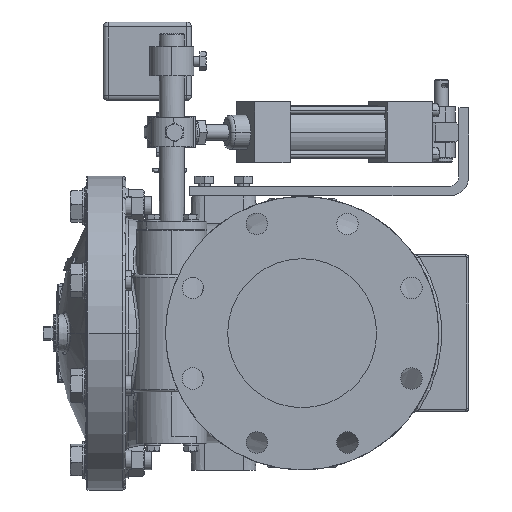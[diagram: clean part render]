
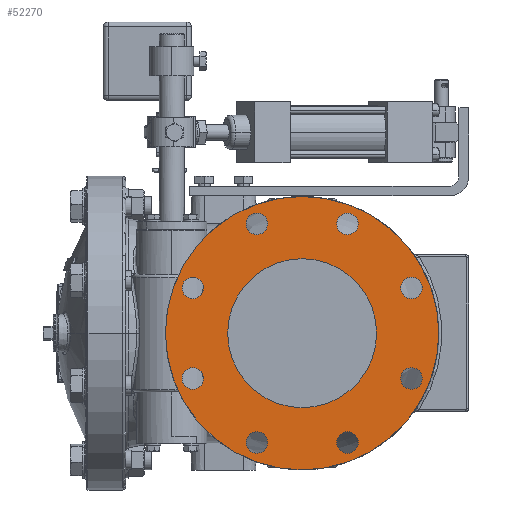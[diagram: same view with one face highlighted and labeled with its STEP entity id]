
A CAD part, left-side view. The second image highlights one B-rep face of the part: STEP entity #52270.
In plain terms, the highlighted planar face has unit normal (-1, 0, 0).
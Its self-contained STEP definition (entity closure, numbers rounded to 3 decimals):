
#20600=CARTESIAN_POINT('',(-7.008,0.,0.));
#20601=DIRECTION('',(1.,0.,0.));
#20602=DIRECTION('',(0.,-1.,0.));
#20603=AXIS2_PLACEMENT_3D('',#20600,#20601,#20602);
#20647=CARTESIAN_POINT('',(-7.008,-1.819,
-4.392));
#20648=DIRECTION('',(-1.,0.,0.));
#20649=DIRECTION('',(0.,-1.,0.));
#20650=AXIS2_PLACEMENT_3D('',#20647,#20648,#20649);
#20652=CARTESIAN_POINT('',(-7.008,-1.819,
-4.392));
#20653=DIRECTION('',(-1.,0.,0.));
#20654=DIRECTION('',(0.,1.,0.));
#20655=AXIS2_PLACEMENT_3D('',#20652,#20653,#20654);
#20657=CARTESIAN_POINT('',(-7.008,-4.392,
-1.819));
#20658=DIRECTION('',(-1.,0.,0.));
#20659=DIRECTION('',(0.,-0.707,0.707));
#20660=AXIS2_PLACEMENT_3D('',#20657,#20658,#20659);
#20662=CARTESIAN_POINT('',(-7.008,-4.392,
-1.819));
#20663=DIRECTION('',(-1.,0.,0.));
#20664=DIRECTION('',(0.,0.707,-0.707));
#20665=AXIS2_PLACEMENT_3D('',#20662,#20663,#20664);
#20667=CARTESIAN_POINT('',(-7.008,-4.392,
1.819));
#20668=DIRECTION('',(-1.,0.,0.));
#20669=DIRECTION('',(0.,0.,1.));
#20670=AXIS2_PLACEMENT_3D('',#20667,#20668,#20669);
#20672=CARTESIAN_POINT('',(-7.008,-4.392,
1.819));
#20673=DIRECTION('',(-1.,0.,0.));
#20674=DIRECTION('',(0.,0.,-1.));
#20675=AXIS2_PLACEMENT_3D('',#20672,#20673,#20674);
#20677=CARTESIAN_POINT('',(-7.008,-1.819,
4.392));
#20678=DIRECTION('',(-1.,0.,0.));
#20679=DIRECTION('',(0.,0.707,0.707));
#20680=AXIS2_PLACEMENT_3D('',#20677,#20678,#20679);
#20682=CARTESIAN_POINT('',(-7.008,-1.819,
4.392));
#20683=DIRECTION('',(-1.,0.,0.));
#20684=DIRECTION('',(0.,-0.707,-0.707));
#20685=AXIS2_PLACEMENT_3D('',#20682,#20683,#20684);
#20687=CARTESIAN_POINT('',(-7.008,1.819,
4.392));
#20688=DIRECTION('',(-1.,0.,0.));
#20689=DIRECTION('',(0.,1.,0.));
#20690=AXIS2_PLACEMENT_3D('',#20687,#20688,#20689);
#20692=CARTESIAN_POINT('',(-7.008,1.819,
4.392));
#20693=DIRECTION('',(-1.,0.,0.));
#20694=DIRECTION('',(0.,-1.,0.));
#20695=AXIS2_PLACEMENT_3D('',#20692,#20693,#20694);
#20697=CARTESIAN_POINT('',(-7.008,4.392,
1.819));
#20698=DIRECTION('',(-1.,0.,0.));
#20699=DIRECTION('',(0.,0.707,-0.707));
#20700=AXIS2_PLACEMENT_3D('',#20697,#20698,#20699);
#20702=CARTESIAN_POINT('',(-7.008,4.392,
1.819));
#20703=DIRECTION('',(-1.,0.,0.));
#20704=DIRECTION('',(0.,-0.707,0.707));
#20705=AXIS2_PLACEMENT_3D('',#20702,#20703,#20704);
#20707=CARTESIAN_POINT('',(-7.008,4.392,
-1.819));
#20708=DIRECTION('',(-1.,0.,0.));
#20709=DIRECTION('',(0.,0.,-1.));
#20710=AXIS2_PLACEMENT_3D('',#20707,#20708,#20709);
#20712=CARTESIAN_POINT('',(-7.008,4.392,
-1.819));
#20713=DIRECTION('',(-1.,0.,0.));
#20714=DIRECTION('',(0.,0.,1.));
#20715=AXIS2_PLACEMENT_3D('',#20712,#20713,#20714);
#20717=CARTESIAN_POINT('',(-7.008,1.819,
-4.392));
#20718=DIRECTION('',(-1.,0.,0.));
#20719=DIRECTION('',(0.,-0.707,-0.707));
#20720=AXIS2_PLACEMENT_3D('',#20717,#20718,#20719);
#20722=CARTESIAN_POINT('',(-7.008,1.819,
-4.392));
#20723=DIRECTION('',(-1.,0.,0.));
#20724=DIRECTION('',(0.,0.707,0.707));
#20725=AXIS2_PLACEMENT_3D('',#20722,#20723,#20724);
#20727=CARTESIAN_POINT('',(-7.008,0.,0.));
#20728=DIRECTION('',(1.,0.,0.));
#20729=DIRECTION('',(0.,1.,0.));
#20730=AXIS2_PLACEMENT_3D('',#20727,#20728,#20729);
#20920=CARTESIAN_POINT('',(-7.008,0.,0.));
#20921=DIRECTION('',(1.,0.,0.));
#20922=DIRECTION('',(0.,-1.,0.));
#20923=AXIS2_PLACEMENT_3D('',#20920,#20921,#20922);
#20934=CARTESIAN_POINT('',(-7.008,0.,0.));
#20935=DIRECTION('',(1.,0.,0.));
#20936=DIRECTION('',(0.,1.,0.));
#20937=AXIS2_PLACEMENT_3D('',#20934,#20935,#20936);
#25478=CARTESIAN_POINT('',(-7.008,-2.992,0.));
#25479=CARTESIAN_POINT('',(-7.008,2.992,0.));
#25480=VERTEX_POINT('',#25478);
#25481=VERTEX_POINT('',#25479);
#25482=CARTESIAN_POINT('',(-7.008,-5.492,0.));
#25483=CARTESIAN_POINT('',(-7.008,5.492,0.));
#25484=VERTEX_POINT('',#25482);
#25485=VERTEX_POINT('',#25483);
#25534=CARTESIAN_POINT('',(-7.008,-2.252,
-4.392));
#25535=CARTESIAN_POINT('',(-7.008,-1.386,
-4.392));
#25536=VERTEX_POINT('',#25534);
#25537=VERTEX_POINT('',#25535);
#25542=CARTESIAN_POINT('',(-7.008,-4.698,
-1.513));
#25543=CARTESIAN_POINT('',(-7.008,-4.086,
-2.125));
#25544=VERTEX_POINT('',#25542);
#25545=VERTEX_POINT('',#25543);
#25550=CARTESIAN_POINT('',(-7.008,-4.392,
2.252));
#25551=CARTESIAN_POINT('',(-7.008,-4.392,
1.386));
#25552=VERTEX_POINT('',#25550);
#25553=VERTEX_POINT('',#25551);
#25558=CARTESIAN_POINT('',(-7.008,-1.513,
4.698));
#25559=CARTESIAN_POINT('',(-7.008,-2.125,
4.086));
#25560=VERTEX_POINT('',#25558);
#25561=VERTEX_POINT('',#25559);
#25966=CARTESIAN_POINT('',(-7.008,2.252,
4.392));
#25967=CARTESIAN_POINT('',(-7.008,1.386,
4.392));
#25968=VERTEX_POINT('',#25966);
#25969=VERTEX_POINT('',#25967);
#25974=CARTESIAN_POINT('',(-7.008,4.698,
1.513));
#25975=CARTESIAN_POINT('',(-7.008,4.086,
2.125));
#25976=VERTEX_POINT('',#25974);
#25977=VERTEX_POINT('',#25975);
#25982=CARTESIAN_POINT('',(-7.008,4.392,
-2.252));
#25983=CARTESIAN_POINT('',(-7.008,4.392,
-1.386));
#25984=VERTEX_POINT('',#25982);
#25985=VERTEX_POINT('',#25983);
#25990=CARTESIAN_POINT('',(-7.008,1.513,
-4.698));
#25991=CARTESIAN_POINT('',(-7.008,2.125,
-4.086));
#25992=VERTEX_POINT('',#25990);
#25993=VERTEX_POINT('',#25991);
#52206=CARTESIAN_POINT('',(-7.008,0.,0.));
#52207=DIRECTION('',(1.,0.,0.));
#52208=DIRECTION('',(0.,-1.,0.));
#52209=AXIS2_PLACEMENT_3D('',#52206,#52207,#52208);
#52210=PLANE('',#52209);
#52211=ORIENTED_EDGE('',*,*,#52185,.T.);
#52213=ORIENTED_EDGE('',*,*,#52212,.T.);
#52214=EDGE_LOOP('',(#52211,#52213));
#52215=FACE_OUTER_BOUND('',#52214,.F.);
#52217=ORIENTED_EDGE('',*,*,#52216,.F.);
#52219=ORIENTED_EDGE('',*,*,#52218,.F.);
#52220=EDGE_LOOP('',(#52217,#52219));
#52221=FACE_BOUND('',#52220,.F.);
#52223=ORIENTED_EDGE('',*,*,#52222,.T.);
#52225=ORIENTED_EDGE('',*,*,#52224,.T.);
#52226=EDGE_LOOP('',(#52223,#52225));
#52227=FACE_BOUND('',#52226,.F.);
#52229=ORIENTED_EDGE('',*,*,#52228,.T.);
#52231=ORIENTED_EDGE('',*,*,#52230,.T.);
#52232=EDGE_LOOP('',(#52229,#52231));
#52233=FACE_BOUND('',#52232,.F.);
#52235=ORIENTED_EDGE('',*,*,#52234,.T.);
#52237=ORIENTED_EDGE('',*,*,#52236,.T.);
#52238=EDGE_LOOP('',(#52235,#52237));
#52239=FACE_BOUND('',#52238,.F.);
#52241=ORIENTED_EDGE('',*,*,#52240,.T.);
#52243=ORIENTED_EDGE('',*,*,#52242,.T.);
#52244=EDGE_LOOP('',(#52241,#52243));
#52245=FACE_BOUND('',#52244,.F.);
#52247=ORIENTED_EDGE('',*,*,#52246,.T.);
#52249=ORIENTED_EDGE('',*,*,#52248,.T.);
#52250=EDGE_LOOP('',(#52247,#52249));
#52251=FACE_BOUND('',#52250,.F.);
#52253=ORIENTED_EDGE('',*,*,#52252,.T.);
#52255=ORIENTED_EDGE('',*,*,#52254,.T.);
#52256=EDGE_LOOP('',(#52253,#52255));
#52257=FACE_BOUND('',#52256,.F.);
#52259=ORIENTED_EDGE('',*,*,#52258,.T.);
#52261=ORIENTED_EDGE('',*,*,#52260,.T.);
#52262=EDGE_LOOP('',(#52259,#52261));
#52263=FACE_BOUND('',#52262,.F.);
#52265=ORIENTED_EDGE('',*,*,#52264,.T.);
#52267=ORIENTED_EDGE('',*,*,#52266,.T.);
#52268=EDGE_LOOP('',(#52265,#52267));
#52269=FACE_BOUND('',#52268,.F.);
#20604=CIRCLE('',#20603,5.492);
#20651=CIRCLE('',#20650,0.433);
#20656=CIRCLE('',#20655,0.433);
#20661=CIRCLE('',#20660,0.433);
#20666=CIRCLE('',#20665,0.433);
#20671=CIRCLE('',#20670,0.433);
#20676=CIRCLE('',#20675,0.433);
#20681=CIRCLE('',#20680,0.433);
#20686=CIRCLE('',#20685,0.433);
#20691=CIRCLE('',#20690,0.433);
#20696=CIRCLE('',#20695,0.433);
#20701=CIRCLE('',#20700,0.433);
#20706=CIRCLE('',#20705,0.433);
#20711=CIRCLE('',#20710,0.433);
#20716=CIRCLE('',#20715,0.433);
#20721=CIRCLE('',#20720,0.433);
#20726=CIRCLE('',#20725,0.433);
#20731=CIRCLE('',#20730,5.492);
#20924=CIRCLE('',#20923,2.992);
#20938=CIRCLE('',#20937,2.992);
#52185=EDGE_CURVE('',#25484,#25485,#20604,.T.);
#52212=EDGE_CURVE('',#25485,#25484,#20731,.T.);
#52216=EDGE_CURVE('',#25480,#25481,#20924,.T.);
#52218=EDGE_CURVE('',#25481,#25480,#20938,.T.);
#52222=EDGE_CURVE('',#25536,#25537,#20651,.T.);
#52224=EDGE_CURVE('',#25537,#25536,#20656,.T.);
#52228=EDGE_CURVE('',#25544,#25545,#20661,.T.);
#52230=EDGE_CURVE('',#25545,#25544,#20666,.T.);
#52234=EDGE_CURVE('',#25552,#25553,#20671,.T.);
#52236=EDGE_CURVE('',#25553,#25552,#20676,.T.);
#52240=EDGE_CURVE('',#25560,#25561,#20681,.T.);
#52242=EDGE_CURVE('',#25561,#25560,#20686,.T.);
#52246=EDGE_CURVE('',#25968,#25969,#20691,.T.);
#52248=EDGE_CURVE('',#25969,#25968,#20696,.T.);
#52252=EDGE_CURVE('',#25976,#25977,#20701,.T.);
#52254=EDGE_CURVE('',#25977,#25976,#20706,.T.);
#52258=EDGE_CURVE('',#25984,#25985,#20711,.T.);
#52260=EDGE_CURVE('',#25985,#25984,#20716,.T.);
#52264=EDGE_CURVE('',#25992,#25993,#20721,.T.);
#52266=EDGE_CURVE('',#25993,#25992,#20726,.T.);
#52270=ADVANCED_FACE('',(#52215,#52221,#52227,#52233,#52239,#52245,#52251,
#52257,#52263,#52269),#52210,.F.);
